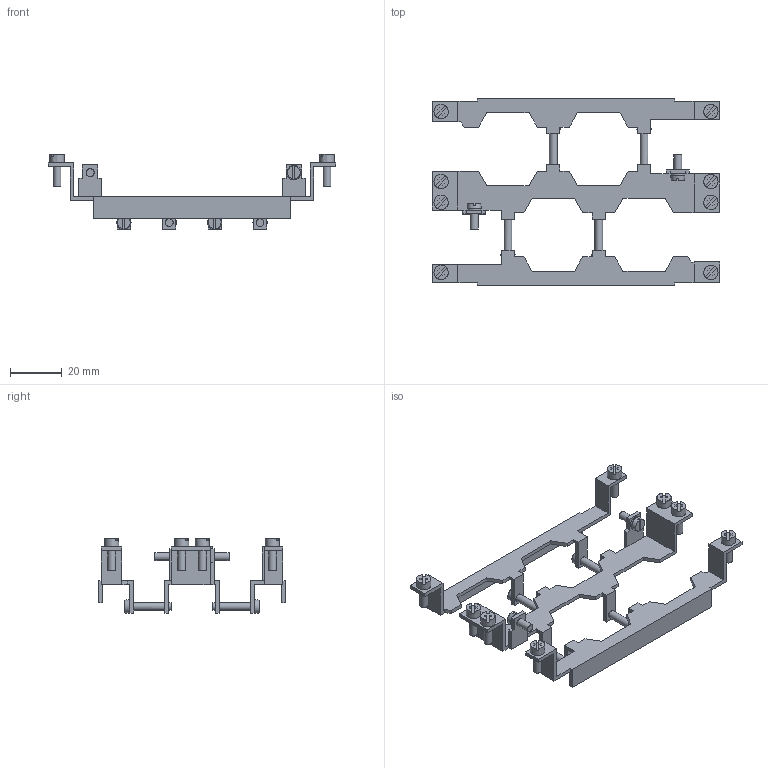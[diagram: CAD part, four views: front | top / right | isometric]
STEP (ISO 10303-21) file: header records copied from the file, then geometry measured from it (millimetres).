
FILE_DESCRIPTION(( 'HARTING HARTING HARTING HARTING HARTING HARTING HARTING HARTING HARTING', 'This Document is valid for Parts No. 09 11 000 9954 '),'2;1');
FILE_NAME('MD_09110009954_R26691.stp', '2003-12-01T09:27:02',('ITIS-3'),('HARTING KGaA, D-32339 Espelkamp'), 'I-DEAS Master Series 9','HP-UNIX','Yes');
FILE_SCHEMA(('AUTOMOTIVE_DESIGN { 1 0 10303 214 0 1 1 1 }'));
Length unit declared in the file: millimetre
Products named in the file (1): Han 4HC-Halterahmen-Oberteil
Bounding box: 111 x 72 x 29.05 mm (x, y, z)
Volume: 10163.5 mm3; surface area: 15235.9 mm2
Topology: 1 solids, 1 shells, 374 faces, 980 edges, 644 vertices
Faces by surface type: bspline 374
Entity records: 10987 total; most frequent: CARTESIAN_POINT 5005, ORIENTED_EDGE 1960, EDGE_CURVE 980, VERTEX_POINT 644, QUASI_UNIFORM_CURVE 473, EDGE_LOOP 414, FACE_OUTER_BOUND 374, ADVANCED_FACE 374
